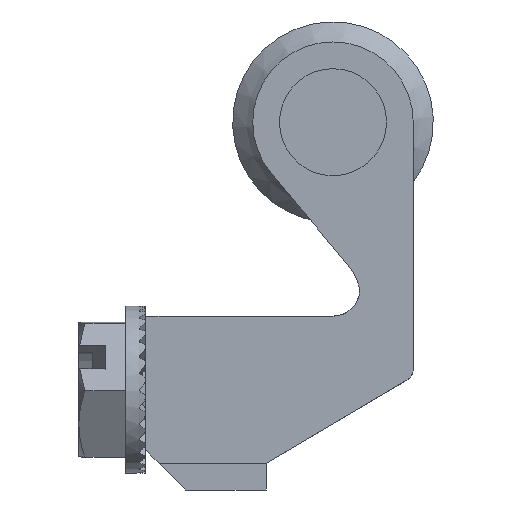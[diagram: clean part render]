
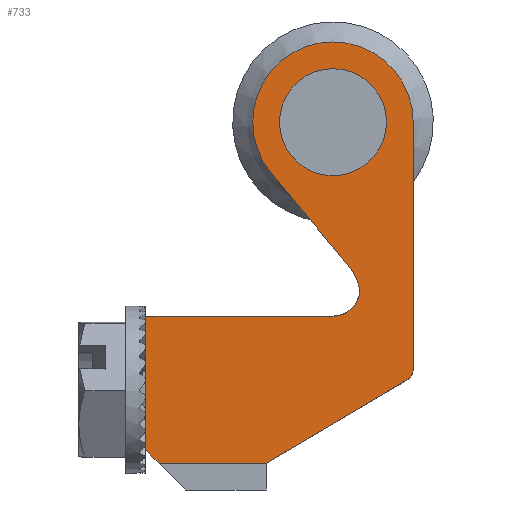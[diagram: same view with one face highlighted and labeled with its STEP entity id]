
A CAD part, left-side view. The second image highlights one B-rep face of the part: STEP entity #733.
In plain terms, the highlighted planar face has unit normal (-1, 0, 0).
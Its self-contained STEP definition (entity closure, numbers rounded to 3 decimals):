
#733=ADVANCED_FACE('',(#1540,#1541),#1542,.F.);
#1540=FACE_BOUND('',#2622,.T.);
#1541=FACE_OUTER_BOUND('',#2623,.T.);
#1542=PLANE('',#2624);
#2622=EDGE_LOOP('',(#5737));
#2623=EDGE_LOOP('',(#5738,#5739,#5740,#5741,#5742,#5743,#5744,#5745,#5746,#5747,#5748,#5749));
#2624=AXIS2_PLACEMENT_3D('',#5750,#5751,#5752);
#5737=ORIENTED_EDGE('',*,*,#6966,.F.);
#5738=ORIENTED_EDGE('',*,*,#7005,.F.);
#5739=ORIENTED_EDGE('',*,*,#7006,.T.);
#5740=ORIENTED_EDGE('',*,*,#7007,.F.);
#5741=ORIENTED_EDGE('',*,*,#7008,.F.);
#5742=ORIENTED_EDGE('',*,*,#7009,.F.);
#5743=ORIENTED_EDGE('',*,*,#7010,.F.);
#5744=ORIENTED_EDGE('',*,*,#7011,.F.);
#5745=ORIENTED_EDGE('',*,*,#7012,.F.);
#5746=ORIENTED_EDGE('',*,*,#7013,.F.);
#5747=ORIENTED_EDGE('',*,*,#7014,.F.);
#5748=ORIENTED_EDGE('',*,*,#7015,.F.);
#5749=ORIENTED_EDGE('',*,*,#7016,.F.);
#5750=CARTESIAN_POINT('',(-7.037,-24.48,10.75));
#5751=DIRECTION('',(1.0,0.,0.));
#5752=DIRECTION('',(0.,-1.0,0.));
#6966=EDGE_CURVE('',#8702,#8702,#8703,.F.);
#7005=EDGE_CURVE('',#8770,#8771,#8772,.T.);
#7006=EDGE_CURVE('',#8770,#8773,#8774,.T.);
#7007=EDGE_CURVE('',#8775,#8773,#8776,.T.);
#7008=EDGE_CURVE('',#8777,#8775,#8778,.T.);
#7009=EDGE_CURVE('',#8779,#8777,#8780,.T.);
#7010=EDGE_CURVE('',#8781,#8779,#8782,.T.);
#7011=EDGE_CURVE('',#8783,#8781,#8784,.T.);
#7012=EDGE_CURVE('',#8785,#8783,#8786,.T.);
#7013=EDGE_CURVE('',#8787,#8785,#8788,.T.);
#7014=EDGE_CURVE('',#8789,#8787,#8790,.T.);
#7015=EDGE_CURVE('',#8791,#8789,#8792,.T.);
#7016=EDGE_CURVE('',#8771,#8791,#8793,.T.);
#8702=VERTEX_POINT('',#11566);
#8703=CIRCLE('',#11567,3.05);
#8770=VERTEX_POINT('',#11664);
#8771=VERTEX_POINT('',#11665);
#8772=LINE('',#11666,#11667);
#8773=VERTEX_POINT('',#11668);
#8774=LINE('',#11669,#11670);
#8775=VERTEX_POINT('',#11671);
#8776=LINE('',#11672,#11673);
#8777=VERTEX_POINT('',#11674);
#8778=LINE('',#11675,#11676);
#8779=VERTEX_POINT('',#11677);
#8780=CIRCLE('',#11678,1.0);
#8781=VERTEX_POINT('',#11679);
#8782=LINE('',#11680,#11681);
#8783=VERTEX_POINT('',#11682);
#8784=CIRCLE('',#11683,6.0);
#8785=VERTEX_POINT('',#11684);
#8786=LINE('',#11685,#11686);
#8787=VERTEX_POINT('',#11687);
#8788=CIRCLE('',#11688,4.0);
#8789=VERTEX_POINT('',#11689);
#8790=CIRCLE('',#11690,2.0);
#8791=VERTEX_POINT('',#11691);
#8792=LINE('',#11692,#11693);
#8793=LINE('',#11694,#11695);
#11566=CARTESIAN_POINT('',(-7.037,-21.43,10.75));
#11567=AXIS2_PLACEMENT_3D('',#13180,#13181,#13182);
#11664=CARTESIAN_POINT('',(-7.037,-10.48,-13.75));
#11665=CARTESIAN_POINT('',(-7.037,-10.48,-3.75));
#11666=CARTESIAN_POINT('',(-7.037,-10.48,10.75));
#11667=VECTOR('',#13237,1.0);
#11668=CARTESIAN_POINT('',(-7.037,-11.48,-14.75));
#11669=CARTESIAN_POINT('',(-7.037,-10.48,-13.75));
#11670=VECTOR('',#13238,1.0);
#11671=CARTESIAN_POINT('',(-7.037,-19.48,-14.75));
#11672=CARTESIAN_POINT('',(-7.037,-19.48,-14.75));
#11673=VECTOR('',#13239,1.0);
#11674=CARTESIAN_POINT('',(-7.037,-29.989,-8.54));
#11675=CARTESIAN_POINT('',(-7.037,-29.989,-8.54));
#11676=VECTOR('',#13240,1.0);
#11677=CARTESIAN_POINT('',(-7.037,-30.48,-7.679));
#11678=AXIS2_PLACEMENT_3D('',#13241,#13242,#13243);
#11679=CARTESIAN_POINT('',(-7.037,-30.48,10.75));
#11680=CARTESIAN_POINT('',(-7.037,-30.48,10.75));
#11681=VECTOR('',#13244,1.0);
#11682=CARTESIAN_POINT('',(-7.037,-19.884,6.893));
#11683=AXIS2_PLACEMENT_3D('',#13245,#13246,#13247);
#11684=CARTESIAN_POINT('',(-7.037,-25.617,0.06));
#11685=CARTESIAN_POINT('',(-7.037,-25.617,0.06));
#11686=VECTOR('',#13248,1.0);
#11687=CARTESIAN_POINT('',(-7.037,-26.48,-1.75));
#11688=AXIS2_PLACEMENT_3D('',#13249,#13250,#13251);
#11689=CARTESIAN_POINT('',(-7.037,-24.48,-3.75));
#11690=AXIS2_PLACEMENT_3D('',#13252,#13253,#13254);
#11691=CARTESIAN_POINT('',(-7.037,-13.004,-3.75));
#11692=CARTESIAN_POINT('',(-7.037,-13.004,-3.75));
#11693=VECTOR('',#13255,1.0);
#11694=CARTESIAN_POINT('',(-7.037,-7.48,-3.75));
#11695=VECTOR('',#13256,1.0);
#13180=CARTESIAN_POINT('',(-7.037,-24.48,10.75));
#13181=DIRECTION('',(1.0,0.,0.));
#13182=DIRECTION('',(0.,1.0,0.0));
#13237=DIRECTION('',(0.,0.,1.0));
#13238=DIRECTION('',(0.,-0.707,-0.707));
#13239=DIRECTION('',(0.,1.0,0.));
#13240=DIRECTION('',(0.,0.861,-0.509));
#13241=CARTESIAN_POINT('',(-7.037,-29.48,-7.679));
#13242=DIRECTION('',(1.0,0.,0.));
#13243=DIRECTION('',(0.,0.,1.0));
#13244=DIRECTION('',(0.,0.,-1.0));
#13245=CARTESIAN_POINT('',(-7.037,-24.48,10.75));
#13246=DIRECTION('',(1.0,0.,0.));
#13247=DIRECTION('',(0.,0.,-1.0));
#13248=DIRECTION('',(0.,0.643,0.766));
#13249=CARTESIAN_POINT('',(-7.037,-22.553,-2.511));
#13250=DIRECTION('',(-1.0,0.,0.));
#13251=DIRECTION('',(0.,0.,1.0));
#13252=CARTESIAN_POINT('',(-7.037,-24.48,-1.75));
#13253=DIRECTION('',(-1.0,0.,0.));
#13254=DIRECTION('',(0.,0.,1.0));
#13255=DIRECTION('',(0.,-1.0,0.));
#13256=DIRECTION('',(0.,-1.0,0.));
